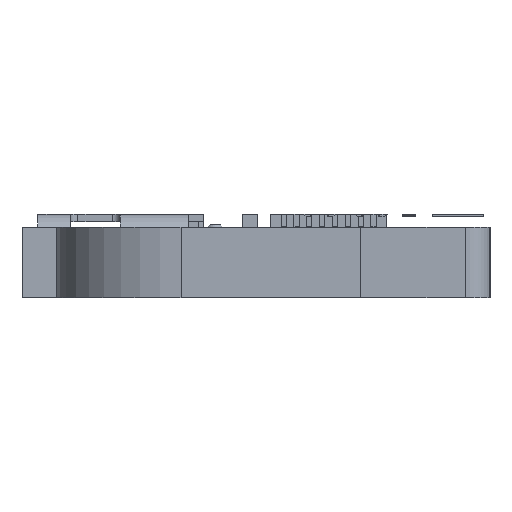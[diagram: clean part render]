
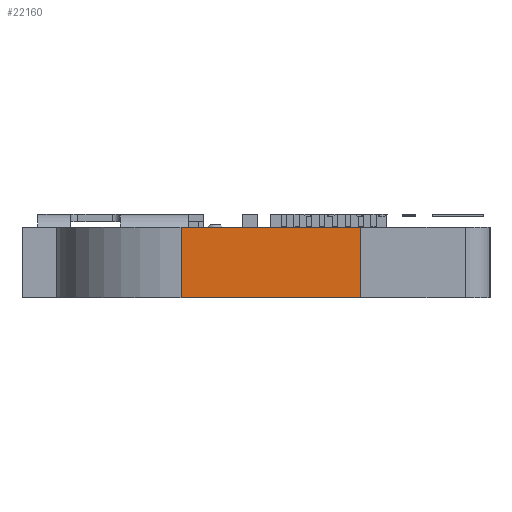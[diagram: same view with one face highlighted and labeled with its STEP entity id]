
A CAD part, left-side view. The second image highlights one B-rep face of the part: STEP entity #22160.
In plain terms, the highlighted planar face has unit normal (-1, 0, 0).
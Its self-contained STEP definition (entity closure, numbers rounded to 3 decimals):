
#2569=FACE_OUTER_BOUND('',#3786,.T.);
#3786=EDGE_LOOP('',(#20065,#20066,#20067,#20068));
#6216=LINE('',#37886,#8700);
#6274=LINE('',#38468,#8758);
#6275=LINE('',#38471,#8759);
#6276=LINE('',#38472,#8760);
#8700=VECTOR('',#28358,10.);
#8758=VECTOR('',#28500,10.);
#8759=VECTOR('',#28503,10.);
#8760=VECTOR('',#28504,10.);
#10732=VERTEX_POINT('',#37883);
#10733=VERTEX_POINT('',#37885);
#10790=VERTEX_POINT('',#38466);
#10791=VERTEX_POINT('',#38470);
#13804=EDGE_CURVE('',#10732,#10733,#6216,.T.);
#13893=EDGE_CURVE('',#10790,#10733,#6274,.T.);
#13894=EDGE_CURVE('',#10790,#10791,#6275,.T.);
#13895=EDGE_CURVE('',#10791,#10732,#6276,.T.);
#20065=ORIENTED_EDGE('',*,*,#13894,.F.);
#20066=ORIENTED_EDGE('',*,*,#13893,.T.);
#20067=ORIENTED_EDGE('',*,*,#13804,.F.);
#20068=ORIENTED_EDGE('',*,*,#13895,.F.);
#20971=PLANE('',#23495);
#22160=ADVANCED_FACE('',(#2569),#20971,.T.);
#23495=AXIS2_PLACEMENT_3D('',#38469,#28501,#28502);
#28358=DIRECTION('',(0.,-1.,0.));
#28500=DIRECTION('',(0.,0.,1.));
#28501=DIRECTION('center_axis',(-1.,0.,0.));
#28502=DIRECTION('ref_axis',(0.,-1.,0.));
#28503=DIRECTION('',(0.,1.,0.));
#28504=DIRECTION('',(0.,0.,1.));
#37883=CARTESIAN_POINT('',(-34.,4.,2.75));
#37885=CARTESIAN_POINT('',(-34.,-3.,2.75));
#37886=CARTESIAN_POINT('',(-34.,-3.,2.75));
#38466=CARTESIAN_POINT('',(-34.,-3.,0.));
#38468=CARTESIAN_POINT('',(-34.,-3.,0.));
#38469=CARTESIAN_POINT('Origin',(-34.,4.,0.));
#38470=CARTESIAN_POINT('',(-34.,4.,0.));
#38471=CARTESIAN_POINT('',(-34.,-3.,0.));
#38472=CARTESIAN_POINT('',(-34.,4.,0.));
